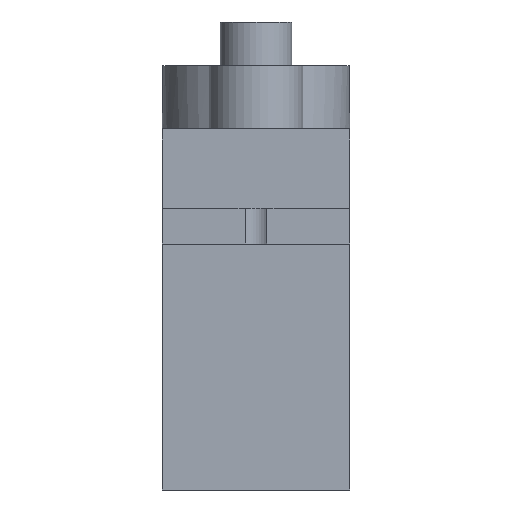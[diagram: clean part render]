
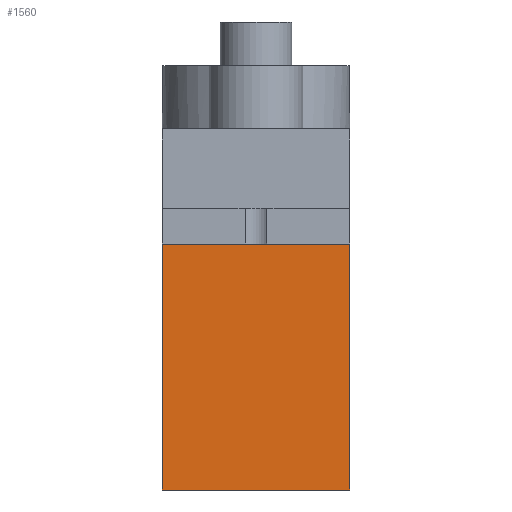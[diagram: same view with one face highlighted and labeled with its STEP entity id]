
A CAD part, left-side view. The second image highlights one B-rep face of the part: STEP entity #1560.
In plain terms, the highlighted planar face has unit normal (-1, 0, 0).
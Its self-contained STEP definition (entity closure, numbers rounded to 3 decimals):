
#44 = PLANE('',#45);
#45 = AXIS2_PLACEMENT_3D('',#46,#47,#48);
#46 = CARTESIAN_POINT('',(16.256,6.,1.143));
#47 = DIRECTION('',(0.,-1.,0.));
#48 = DIRECTION('',(0.,0.,-1.));
#213 = PLANE('',#214);
#214 = AXIS2_PLACEMENT_3D('',#215,#216,#217);
#215 = CARTESIAN_POINT('',(16.256,-6.,1.143));
#216 = DIRECTION('',(0.,-1.,0.));
#217 = DIRECTION('',(0.,0.,-1.));
#474 = VERTEX_POINT('',#475);
#475 = CARTESIAN_POINT('',(-11.43,6.,-1.143));
#489 = PLANE('',#490);
#490 = AXIS2_PLACEMENT_3D('',#491,#492,#493);
#491 = CARTESIAN_POINT('',(-11.43,6.,-1.143));
#492 = DIRECTION('',(0.,0.,-1.));
#493 = DIRECTION('',(-1.,-0.,0.));
#501 = EDGE_CURVE('',#502,#474,#504,.T.);
#502 = VERTEX_POINT('',#503);
#503 = CARTESIAN_POINT('',(-11.43,6.,-16.891));
#504 = SURFACE_CURVE('',#505,(#509,#516),.PCURVE_S1.);
#505 = LINE('',#506,#507);
#506 = CARTESIAN_POINT('',(-11.43,6.,-16.891));
#507 = VECTOR('',#508,1.);
#508 = DIRECTION('',(0.,0.,1.));
#509 = PCURVE('',#44,#510);
#510 = DEFINITIONAL_REPRESENTATION('',(#511),#515);
#511 = LINE('',#512,#513);
#512 = CARTESIAN_POINT('',(18.034,-27.686));
#513 = VECTOR('',#514,1.);
#514 = DIRECTION('',(-1.,0.));
#515 = ( GEOMETRIC_REPRESENTATION_CONTEXT(2) 
PARAMETRIC_REPRESENTATION_CONTEXT() REPRESENTATION_CONTEXT('2D SPACE',''
  ) );
#516 = PCURVE('',#517,#522);
#517 = PLANE('',#518);
#518 = AXIS2_PLACEMENT_3D('',#519,#520,#521);
#519 = CARTESIAN_POINT('',(-11.43,6.,-16.891));
#520 = DIRECTION('',(-1.,-0.,0.));
#521 = DIRECTION('',(0.,0.,1.));
#522 = DEFINITIONAL_REPRESENTATION('',(#523),#527);
#523 = LINE('',#524,#525);
#524 = CARTESIAN_POINT('',(0.,0.));
#525 = VECTOR('',#526,1.);
#526 = DIRECTION('',(1.,0.));
#527 = ( GEOMETRIC_REPRESENTATION_CONTEXT(2) 
PARAMETRIC_REPRESENTATION_CONTEXT() REPRESENTATION_CONTEXT('2D SPACE',''
  ) );
#545 = PLANE('',#546);
#546 = AXIS2_PLACEMENT_3D('',#547,#548,#549);
#547 = CARTESIAN_POINT('',(11.43,6.,-16.891));
#548 = DIRECTION('',(0.,0.,-1.));
#549 = DIRECTION('',(-1.,-0.,0.));
#1035 = VERTEX_POINT('',#1036);
#1036 = CARTESIAN_POINT('',(-11.43,-6.,-1.143));
#1057 = EDGE_CURVE('',#1058,#1035,#1060,.T.);
#1058 = VERTEX_POINT('',#1059);
#1059 = CARTESIAN_POINT('',(-11.43,-6.,-16.891));
#1060 = SURFACE_CURVE('',#1061,(#1065,#1072),.PCURVE_S1.);
#1061 = LINE('',#1062,#1063);
#1062 = CARTESIAN_POINT('',(-11.43,-6.,-16.891));
#1063 = VECTOR('',#1064,1.);
#1064 = DIRECTION('',(0.,0.,1.));
#1065 = PCURVE('',#213,#1066);
#1066 = DEFINITIONAL_REPRESENTATION('',(#1067),#1071);
#1067 = LINE('',#1068,#1069);
#1068 = CARTESIAN_POINT('',(18.034,-27.686));
#1069 = VECTOR('',#1070,1.);
#1070 = DIRECTION('',(-1.,0.));
#1071 = ( GEOMETRIC_REPRESENTATION_CONTEXT(2) 
PARAMETRIC_REPRESENTATION_CONTEXT() REPRESENTATION_CONTEXT('2D SPACE',''
  ) );
#1072 = PCURVE('',#517,#1073);
#1073 = DEFINITIONAL_REPRESENTATION('',(#1074),#1078);
#1074 = LINE('',#1075,#1076);
#1075 = CARTESIAN_POINT('',(0.,-12.));
#1076 = VECTOR('',#1077,1.);
#1077 = DIRECTION('',(1.,0.));
#1078 = ( GEOMETRIC_REPRESENTATION_CONTEXT(2) 
PARAMETRIC_REPRESENTATION_CONTEXT() REPRESENTATION_CONTEXT('2D SPACE',''
  ) );
#1433 = EDGE_CURVE('',#502,#1058,#1434,.T.);
#1434 = SURFACE_CURVE('',#1435,(#1439,#1446),.PCURVE_S1.);
#1435 = LINE('',#1436,#1437);
#1436 = CARTESIAN_POINT('',(-11.43,6.,-16.891));
#1437 = VECTOR('',#1438,1.);
#1438 = DIRECTION('',(0.,-1.,0.));
#1439 = PCURVE('',#545,#1440);
#1440 = DEFINITIONAL_REPRESENTATION('',(#1441),#1445);
#1441 = LINE('',#1442,#1443);
#1442 = CARTESIAN_POINT('',(22.86,0.));
#1443 = VECTOR('',#1444,1.);
#1444 = DIRECTION('',(0.,-1.));
#1445 = ( GEOMETRIC_REPRESENTATION_CONTEXT(2) 
PARAMETRIC_REPRESENTATION_CONTEXT() REPRESENTATION_CONTEXT('2D SPACE',''
  ) );
#1446 = PCURVE('',#517,#1447);
#1447 = DEFINITIONAL_REPRESENTATION('',(#1448),#1452);
#1448 = LINE('',#1449,#1450);
#1449 = CARTESIAN_POINT('',(0.,0.));
#1450 = VECTOR('',#1451,1.);
#1451 = DIRECTION('',(0.,-1.));
#1452 = ( GEOMETRIC_REPRESENTATION_CONTEXT(2) 
PARAMETRIC_REPRESENTATION_CONTEXT() REPRESENTATION_CONTEXT('2D SPACE',''
  ) );
#1560 = ADVANCED_FACE('',(#1561),#517,.T.);
#1561 = FACE_BOUND('',#1562,.T.);
#1562 = EDGE_LOOP('',(#1563,#1564,#1565,#1586));
#1563 = ORIENTED_EDGE('',*,*,#1433,.T.);
#1564 = ORIENTED_EDGE('',*,*,#1057,.T.);
#1565 = ORIENTED_EDGE('',*,*,#1566,.F.);
#1566 = EDGE_CURVE('',#474,#1035,#1567,.T.);
#1567 = SURFACE_CURVE('',#1568,(#1572,#1579),.PCURVE_S1.);
#1568 = LINE('',#1569,#1570);
#1569 = CARTESIAN_POINT('',(-11.43,6.,-1.143));
#1570 = VECTOR('',#1571,1.);
#1571 = DIRECTION('',(0.,-1.,0.));
#1572 = PCURVE('',#517,#1573);
#1573 = DEFINITIONAL_REPRESENTATION('',(#1574),#1578);
#1574 = LINE('',#1575,#1576);
#1575 = CARTESIAN_POINT('',(15.748,0.));
#1576 = VECTOR('',#1577,1.);
#1577 = DIRECTION('',(0.,-1.));
#1578 = ( GEOMETRIC_REPRESENTATION_CONTEXT(2) 
PARAMETRIC_REPRESENTATION_CONTEXT() REPRESENTATION_CONTEXT('2D SPACE',''
  ) );
#1579 = PCURVE('',#489,#1580);
#1580 = DEFINITIONAL_REPRESENTATION('',(#1581),#1585);
#1581 = LINE('',#1582,#1583);
#1582 = CARTESIAN_POINT('',(0.,0.));
#1583 = VECTOR('',#1584,1.);
#1584 = DIRECTION('',(0.,-1.));
#1585 = ( GEOMETRIC_REPRESENTATION_CONTEXT(2) 
PARAMETRIC_REPRESENTATION_CONTEXT() REPRESENTATION_CONTEXT('2D SPACE',''
  ) );
#1586 = ORIENTED_EDGE('',*,*,#501,.F.);
